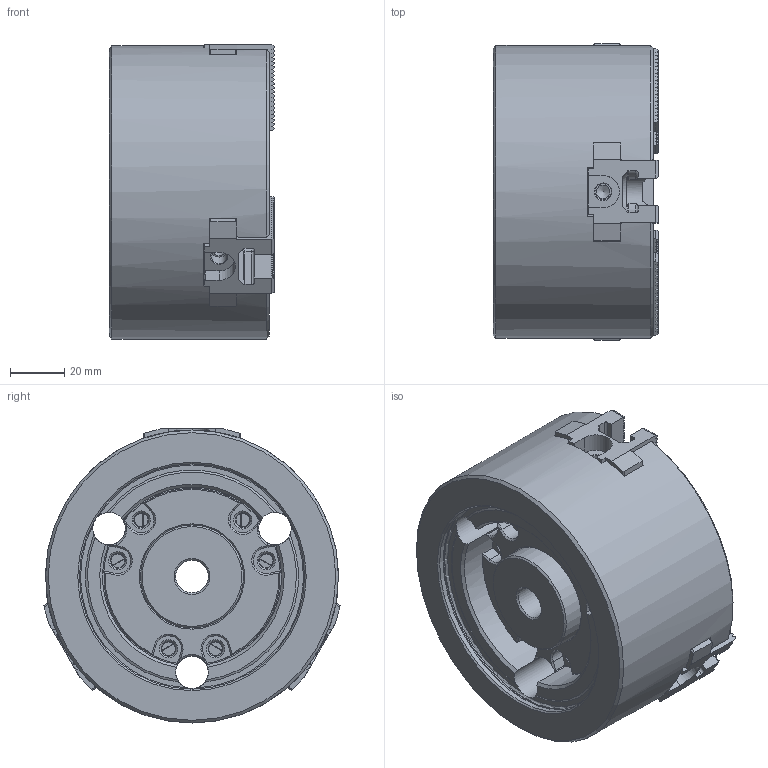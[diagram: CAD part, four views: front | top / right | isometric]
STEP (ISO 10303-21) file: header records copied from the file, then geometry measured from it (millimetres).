
FILE_DESCRIPTION(/* description */ ('Unknown'),/* implementation_level */ '2;1');
FILE_NAME(/* name */ 'B204_ASY SOLID',/* time_stamp */ '2018-05-02T09:03:01+01:00',/* author */ ('Unknown'),/* organization */ ('Unknown'),/* preprocessor_version */ 'ST-DEVELOPER v16.7',/* originating_system */ 'DEX',/* authorisation */ $);
FILE_SCHEMA (('AUTOMOTIVE_DESIGN {1 0 10303 214 3 1 1}'));
Length unit declared in the file: millimetre
Products named in the file (1): B204_ASY
Bounding box: 61 x 109.26 x 108.37 mm (x, y, z)
Volume: 408266.5 mm3; surface area: 88953.9 mm2
Topology: 1 solids, 1 shells, 1312 faces, 3973 edges, 2581 vertices
Faces by surface type: plane 973, cylinder 153, cone 140, torus 34, bspline 12
Full cylindrical faces by diameter (mm): 3.3 x3, 4.5 x3, 4.917 x3, 5 x6, 5.5 x6, 6 x3, 8.5 x3, 12 x4, 17 x3, 26 x1, 29 x2, 32.5 x1, 36 x1, 38 x2, 83 x1, 83.8 x1, 108 x1
Entity records: 53350 total; most frequent: CARTESIAN_POINT 8645, ORIENTED_EDGE 7674, DIRECTION 7087, EDGE_CURVE 3837, LINE 2811, VECTOR 2811, VERTEX_POINT 2550, AXIS2_PLACEMENT_3D 2138
